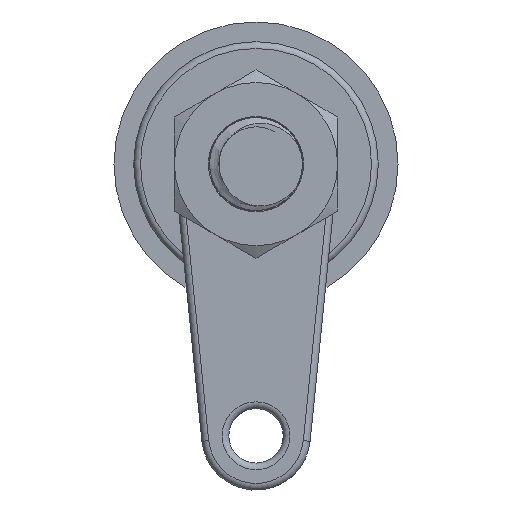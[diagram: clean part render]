
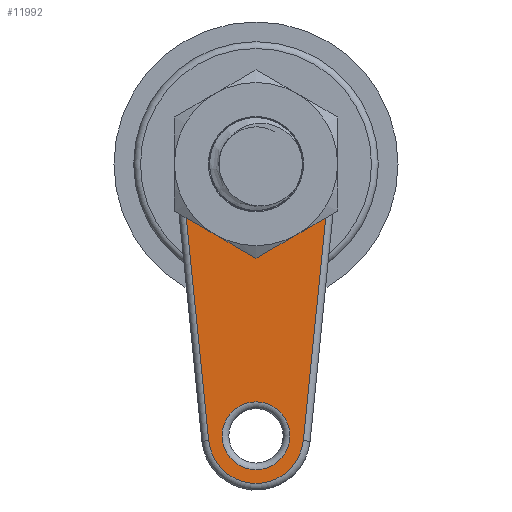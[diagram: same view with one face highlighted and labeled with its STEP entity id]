
A CAD part, front view. The second image highlights one B-rep face of the part: STEP entity #11992.
In plain terms, the highlighted planar face has unit normal (0, -1, 0).
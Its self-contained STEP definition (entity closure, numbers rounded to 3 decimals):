
#159=FACE_BOUND('',#1916,.T.);
#160=FACE_BOUND('',#1917,.T.);
#586=PLANE('',#12711);
#689=CIRCLE('',#12708,2.25);
#691=CIRCLE('',#12710,2.25);
#692=CIRCLE('',#12712,2.75);
#693=CIRCLE('',#12713,1.75);
#694=CIRCLE('',#12714,1.25);
#695=CIRCLE('',#12715,1.25);
#1281=FACE_OUTER_BOUND('',#1915,.T.);
#1915=EDGE_LOOP('',(#10948,#10949,#10950,#10951));
#1916=EDGE_LOOP('',(#10952,#10953));
#1917=EDGE_LOOP('',(#10954,#10955));
#3518=LINE('',#24161,#4860);
#3519=LINE('',#24165,#4861);
#4860=VECTOR('',#15389,10.);
#4861=VECTOR('',#15392,10.);
#5945=VERTEX_POINT('',#24153);
#5946=VERTEX_POINT('',#24154);
#5947=VERTEX_POINT('',#24159);
#5948=VERTEX_POINT('',#24160);
#5949=VERTEX_POINT('',#24162);
#5950=VERTEX_POINT('',#24164);
#5951=VERTEX_POINT('',#24167);
#5952=VERTEX_POINT('',#24168);
#7626=EDGE_CURVE('',#5945,#5946,#689,.T.);
#7628=EDGE_CURVE('',#5946,#5945,#691,.T.);
#7629=EDGE_CURVE('',#5947,#5948,#3518,.T.);
#7630=EDGE_CURVE('',#5949,#5947,#692,.T.);
#7631=EDGE_CURVE('',#5950,#5949,#3519,.T.);
#7632=EDGE_CURVE('',#5948,#5950,#693,.T.);
#7633=EDGE_CURVE('',#5951,#5952,#694,.T.);
#7634=EDGE_CURVE('',#5952,#5951,#695,.T.);
#10948=ORIENTED_EDGE('',*,*,#7629,.F.);
#10949=ORIENTED_EDGE('',*,*,#7630,.F.);
#10950=ORIENTED_EDGE('',*,*,#7631,.F.);
#10951=ORIENTED_EDGE('',*,*,#7632,.F.);
#10952=ORIENTED_EDGE('',*,*,#7633,.F.);
#10953=ORIENTED_EDGE('',*,*,#7634,.F.);
#10954=ORIENTED_EDGE('',*,*,#7626,.F.);
#10955=ORIENTED_EDGE('',*,*,#7628,.F.);
#11992=ADVANCED_FACE('',(#1281,#159,#160),#586,.T.);
#12708=AXIS2_PLACEMENT_3D('',#24155,#15381,#15382);
#12710=AXIS2_PLACEMENT_3D('',#24157,#15385,#15386);
#12711=AXIS2_PLACEMENT_3D('',#24158,#15387,#15388);
#12712=AXIS2_PLACEMENT_3D('',#24163,#15390,#15391);
#12713=AXIS2_PLACEMENT_3D('',#24166,#15393,#15394);
#12714=AXIS2_PLACEMENT_3D('',#24169,#15395,#15396);
#12715=AXIS2_PLACEMENT_3D('',#24170,#15397,#15398);
#15381=DIRECTION('center_axis',(0.,-1.,0.));
#15382=DIRECTION('ref_axis',(1.,0.,0.));
#15385=DIRECTION('center_axis',(0.,-1.,0.));
#15386=DIRECTION('ref_axis',(1.,0.,0.));
#15387=DIRECTION('center_axis',(0.,-1.,0.));
#15388=DIRECTION('ref_axis',(1.,0.,0.));
#15389=DIRECTION('',(-0.1,0.,-0.995));
#15390=DIRECTION('center_axis',(0.,1.,0.));
#15391=DIRECTION('ref_axis',(0.,0.,1.));
#15392=DIRECTION('',(-0.1,0.,0.995));
#15393=DIRECTION('center_axis',(0.,1.,0.));
#15394=DIRECTION('ref_axis',(0.,0.,-1.));
#15395=DIRECTION('center_axis',(0.,-1.,0.));
#15396=DIRECTION('ref_axis',(1.,0.,0.));
#15397=DIRECTION('center_axis',(0.,-1.,0.));
#15398=DIRECTION('ref_axis',(1.,0.,0.));
#24153=CARTESIAN_POINT('',(-2.25,9.735,0.));
#24154=CARTESIAN_POINT('',(0.,9.735,-2.25));
#24155=CARTESIAN_POINT('Origin',(0.,9.735,0.));
#24157=CARTESIAN_POINT('Origin',(0.,9.735,0.));
#24158=CARTESIAN_POINT('Origin',(0.,9.735,-4.5));
#24159=CARTESIAN_POINT('',(2.736,9.735,-0.275));
#24160=CARTESIAN_POINT('',(1.741,9.735,-10.175));
#24161=CARTESIAN_POINT('',(2.015,9.735,-7.452));
#24162=CARTESIAN_POINT('',(-2.736,9.735,-0.275));
#24163=CARTESIAN_POINT('Origin',(0.,9.735,0.));
#24164=CARTESIAN_POINT('',(-1.741,9.735,-10.175));
#24165=CARTESIAN_POINT('',(-2.512,9.735,-2.503));
#24166=CARTESIAN_POINT('Origin',(0.,9.735,-10.));
#24167=CARTESIAN_POINT('',(-1.25,9.735,-10.));
#24168=CARTESIAN_POINT('',(0.,9.735,-11.25));
#24169=CARTESIAN_POINT('Origin',(0.,9.735,-10.));
#24170=CARTESIAN_POINT('Origin',(0.,9.735,-10.));
